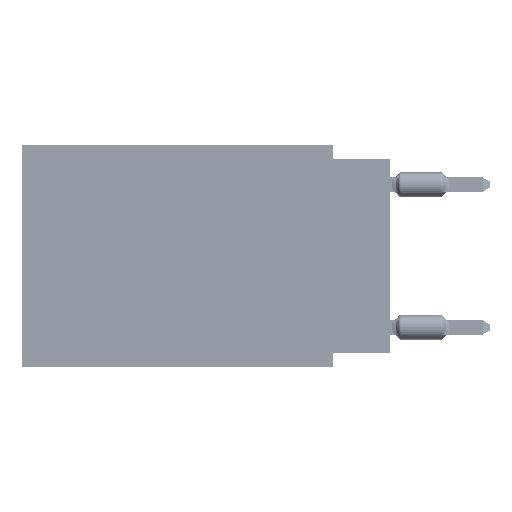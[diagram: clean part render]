
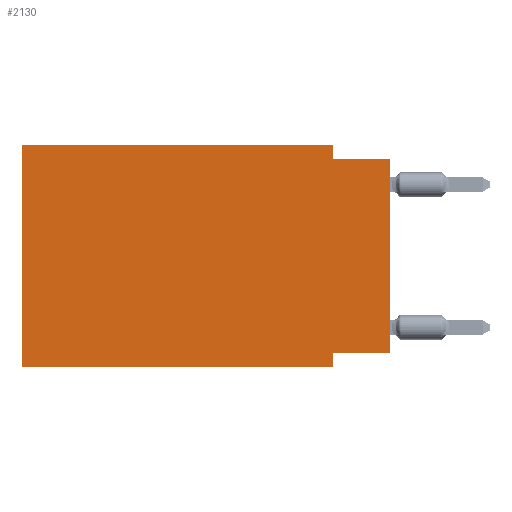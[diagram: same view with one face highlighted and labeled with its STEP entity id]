
A CAD part, left-side view. The second image highlights one B-rep face of the part: STEP entity #2130.
In plain terms, the highlighted planar face has unit normal (-1, 0, 0).
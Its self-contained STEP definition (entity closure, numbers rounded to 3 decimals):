
#6 = LINE ( 'NONE', #31491, #33348 ) ;
#771 = ORIENTED_EDGE ( 'NONE', *, *, #49179, .T. ) ;
#2130 = ADVANCED_FACE ( 'NONE', ( #72394 ), #36490, .F. ) ;
#3143 = LINE ( 'NONE', #45044, #11604 ) ;
#4020 = VECTOR ( 'NONE', #75449, 1000. ) ;
#4763 = CARTESIAN_POINT ( 'NONE',  ( 0., 16.383, 0. ) ) ;
#7630 = DIRECTION ( 'NONE',  ( 0., 0., -1. ) ) ;
#8047 = CARTESIAN_POINT ( 'NONE',  ( 0., 0., -0.635 ) ) ;
#8804 = CARTESIAN_POINT ( 'NONE',  ( 0., 2.54, 0. ) ) ;
#8831 = LINE ( 'NONE', #8047, #4020 ) ;
#11519 = DIRECTION ( 'NONE',  ( 0., -1., 0. ) ) ;
#11578 = DIRECTION ( 'NONE',  ( 0., 0., 1. ) ) ;
#11604 = VECTOR ( 'NONE', #46614, 1000. ) ;
#12523 = VERTEX_POINT ( 'NONE', #58143 ) ;
#13134 = VECTOR ( 'NONE', #7630, 1000. ) ;
#15618 = ORIENTED_EDGE ( 'NONE', *, *, #54506, .F. ) ;
#16168 = ORIENTED_EDGE ( 'NONE', *, *, #17788, .F. ) ;
#16703 = VECTOR ( 'NONE', #38478, 1000. ) ;
#17788 = EDGE_CURVE ( 'NONE', #56964, #18584, #34664, .T. ) ;
#18292 = VECTOR ( 'NONE', #11519, 1000. ) ;
#18584 = VERTEX_POINT ( 'NONE', #66805 ) ;
#19337 = LINE ( 'NONE', #30922, #22325 ) ;
#20375 = ORIENTED_EDGE ( 'NONE', *, *, #50439, .T. ) ;
#21563 = EDGE_CURVE ( 'NONE', #61317, #12523, #19337, .T. ) ;
#22325 = VECTOR ( 'NONE', #37305, 1000. ) ;
#29443 = DIRECTION ( 'NONE',  ( 0., 0., 1. ) ) ;
#30922 = CARTESIAN_POINT ( 'NONE',  ( 0., 2.54, -9.906 ) ) ;
#31491 = CARTESIAN_POINT ( 'NONE',  ( 0., 16.383, 0. ) ) ;
#33348 = VECTOR ( 'NONE', #11578, 1000. ) ;
#34664 = LINE ( 'NONE', #4763, #18292 ) ;
#35260 = EDGE_LOOP ( 'NONE', ( #771, #44581, #15618, #16168, #76577, #20375, #69596, #43628 ) ) ;
#36087 = DIRECTION ( 'NONE',  ( 1., 0., 0. ) ) ;
#36490 = PLANE ( 'NONE',  #54233 ) ;
#36952 = CARTESIAN_POINT ( 'NONE',  ( 0., 2.54, -0.635 ) ) ;
#37263 = CARTESIAN_POINT ( 'NONE',  ( 0., 16.383, -9.906 ) ) ;
#37305 = DIRECTION ( 'NONE',  ( 0., 0., -1. ) ) ;
#38324 = EDGE_CURVE ( 'NONE', #74328, #63209, #8831, .T. ) ;
#38478 = DIRECTION ( 'NONE',  ( 0., -1., 0. ) ) ;
#38575 = EDGE_CURVE ( 'NONE', #55730, #56964, #6, .T. ) ;
#39114 = LINE ( 'NONE', #8804, #13134 ) ;
#41422 = LINE ( 'NONE', #77713, #53578 ) ;
#43628 = ORIENTED_EDGE ( 'NONE', *, *, #64604, .F. ) ;
#44241 = CARTESIAN_POINT ( 'NONE',  ( 0., 2.54, -9.271 ) ) ;
#44581 = ORIENTED_EDGE ( 'NONE', *, *, #38324, .F. ) ;
#44855 = LINE ( 'NONE', #52018, #16703 ) ;
#45044 = CARTESIAN_POINT ( 'NONE',  ( 0., 0., -9.271 ) ) ;
#46614 = DIRECTION ( 'NONE',  ( 0., 1., 0. ) ) ;
#49179 = EDGE_CURVE ( 'NONE', #54399, #63209, #41422, .T. ) ;
#50439 = EDGE_CURVE ( 'NONE', #55730, #12523, #44855, .T. ) ;
#52018 = CARTESIAN_POINT ( 'NONE',  ( 0., 16.383, -9.906 ) ) ;
#53578 = VECTOR ( 'NONE', #29443, 1000. ) ;
#54233 = AXIS2_PLACEMENT_3D ( 'NONE', #60820, #36087, #60421 ) ;
#54399 = VERTEX_POINT ( 'NONE', #77560 ) ;
#54506 = EDGE_CURVE ( 'NONE', #18584, #74328, #39114, .T. ) ;
#55342 = CARTESIAN_POINT ( 'NONE',  ( 0., 0., -0.635 ) ) ;
#55730 = VERTEX_POINT ( 'NONE', #37263 ) ;
#56964 = VERTEX_POINT ( 'NONE', #70733 ) ;
#58143 = CARTESIAN_POINT ( 'NONE',  ( 0., 2.54, -9.906 ) ) ;
#60421 = DIRECTION ( 'NONE',  ( 0., 0., -1. ) ) ;
#60820 = CARTESIAN_POINT ( 'NONE',  ( 0., 16.383, 0. ) ) ;
#61317 = VERTEX_POINT ( 'NONE', #44241 ) ;
#63209 = VERTEX_POINT ( 'NONE', #55342 ) ;
#64604 = EDGE_CURVE ( 'NONE', #54399, #61317, #3143, .T. ) ;
#66805 = CARTESIAN_POINT ( 'NONE',  ( 0., 2.54, 0. ) ) ;
#69596 = ORIENTED_EDGE ( 'NONE', *, *, #21563, .F. ) ;
#70733 = CARTESIAN_POINT ( 'NONE',  ( 0., 16.383, 0. ) ) ;
#72394 = FACE_OUTER_BOUND ( 'NONE', #35260, .T. ) ;
#74328 = VERTEX_POINT ( 'NONE', #36952 ) ;
#75449 = DIRECTION ( 'NONE',  ( 0., -1., 0. ) ) ;
#76577 = ORIENTED_EDGE ( 'NONE', *, *, #38575, .F. ) ;
#77560 = CARTESIAN_POINT ( 'NONE',  ( 0., 0., -9.271 ) ) ;
#77713 = CARTESIAN_POINT ( 'NONE',  ( 0., 0., 0. ) ) ;
